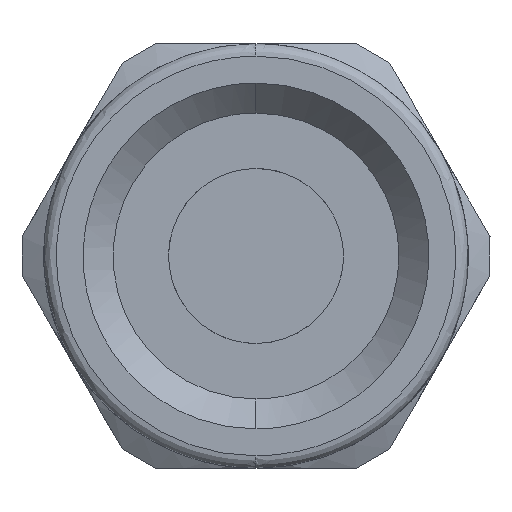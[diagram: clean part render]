
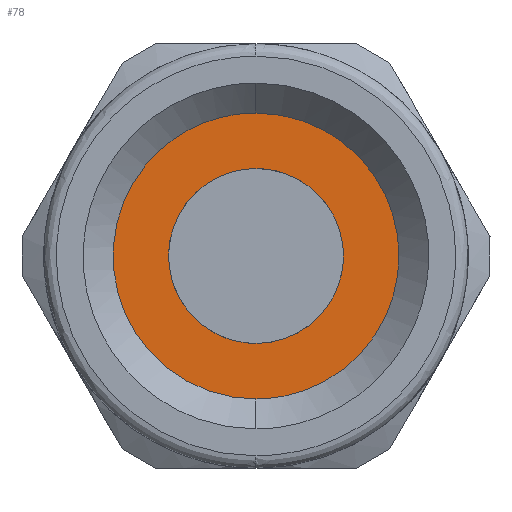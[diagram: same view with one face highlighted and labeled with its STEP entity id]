
A CAD part, front view. The second image highlights one B-rep face of the part: STEP entity #78.
In plain terms, the highlighted free-form (B-spline) face has degree [1, 1] with [2, 2] control points.
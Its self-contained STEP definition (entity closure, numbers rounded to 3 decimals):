
#78 = ADVANCED_FACE ( 'NONE', ( #2820, #1818 ), #1368, .F. ) ;
#124 = ORIENTED_EDGE ( 'NONE', *, *, #2943, .F. ) ;
#246 = CARTESIAN_POINT ( 'NONE',  ( 5.723, 11., -3.352 ) ) ;
#273 = CARTESIAN_POINT ( 'NONE',  ( 0., 11., -3.5 ) ) ;
#275 = EDGE_CURVE ( 'NONE', #1384, #2951, #837, .T. ) ;
#473 = CARTESIAN_POINT ( 'NONE',  ( 5.722, 11., 3.352 ) ) ;
#584 = CARTESIAN_POINT ( 'NONE',  ( 0., 11., -3.5 ) ) ;
#604 = CARTESIAN_POINT ( 'NONE',  ( 3.5, 11., -2.05 ) ) ;
#765 = EDGE_CURVE ( 'NONE', #2707, #1482, #2246, .T. ) ;
#830 = CARTESIAN_POINT ( 'NONE',  ( 2.05, 11., -3.5 ) ) ;
#837 =( BOUNDED_CURVE ( )  B_SPLINE_CURVE ( 3, ( #1394, #830, #604, #2684, #1137, #1109, #1404 ),
 .UNSPECIFIED., .F., .F. ) 
 B_SPLINE_CURVE_WITH_KNOTS ( ( 4, 3, 4 ),
 ( -3.142, -1.571, 0. ),
 .UNSPECIFIED. ) 
 CURVE ( )  GEOMETRIC_REPRESENTATION_ITEM ( )  RATIONAL_B_SPLINE_CURVE ( ( 1., 0.805, 0.805, 1., 0.805, 0.805, 1. ) ) 
 REPRESENTATION_ITEM ( '' )  );
#909 = CARTESIAN_POINT ( 'NONE',  ( -11.445, 11., 5.722 ) ) ;
#1109 = CARTESIAN_POINT ( 'NONE',  ( 2.05, 11., 3.5 ) ) ;
#1137 = CARTESIAN_POINT ( 'NONE',  ( 3.5, 11., 2.05 ) ) ;
#1197 = CARTESIAN_POINT ( 'NONE',  ( 0., 11., 5.722 ) ) ;
#1203 = CARTESIAN_POINT ( 'NONE',  ( -5.791, 11., -5.791 ) ) ;
#1246 = EDGE_LOOP ( 'NONE', ( #3008, #1486 ) ) ;
#1342 = EDGE_LOOP ( 'NONE', ( #124, #3232 ) ) ;
#1349 = CARTESIAN_POINT ( 'NONE',  ( 0., 11., 3.5 ) ) ;
#1368 = B_SPLINE_SURFACE_WITH_KNOTS ( 'NONE', 1, 1, ( 
 ( #1203, #2777 ),
 ( #3312, #3338 ) ),
 .UNSPECIFIED., .F., .F., .F.,
 ( 2, 2 ),
 ( 2, 2 ),
 ( 0., 1. ),
 ( 0., 1. ),
 .UNSPECIFIED. ) ;
#1384 = VERTEX_POINT ( 'NONE', #273 ) ;
#1394 = CARTESIAN_POINT ( 'NONE',  ( 0., 11., -3.5 ) ) ;
#1404 = CARTESIAN_POINT ( 'NONE',  ( 0., 11., 3.5 ) ) ;
#1482 = VERTEX_POINT ( 'NONE', #2463 ) ;
#1486 = ORIENTED_EDGE ( 'NONE', *, *, #2323, .F. ) ;
#1553 = CARTESIAN_POINT ( 'NONE',  ( 5.723, 11., 0. ) ) ;
#1818 = FACE_OUTER_BOUND ( 'NONE', #1246, .T. ) ;
#1865 = CARTESIAN_POINT ( 'NONE',  ( 0., 11., 3.5 ) ) ;
#1879 = CARTESIAN_POINT ( 'NONE',  ( -7., 11., -3.5 ) ) ;
#1957 = CARTESIAN_POINT ( 'NONE',  ( -11.445, 11., -5.722 ) ) ;
#2139 = CARTESIAN_POINT ( 'NONE',  ( -7., 11., 3.5 ) ) ;
#2246 =( BOUNDED_CURVE ( )  B_SPLINE_CURVE ( 3, ( #2496, #1957, #909, #1197 ),
 .UNSPECIFIED., .F., .T. ) 
 B_SPLINE_CURVE_WITH_KNOTS ( ( 4, 4 ),
 ( -3.142, 0. ),
 .UNSPECIFIED. ) 
 CURVE ( )  GEOMETRIC_REPRESENTATION_ITEM ( )  RATIONAL_B_SPLINE_CURVE ( ( 1., 0.333, 0.333, 1. ) ) 
 REPRESENTATION_ITEM ( '' )  );
#2323 = EDGE_CURVE ( 'NONE', #1482, #2707, #3145, .T. ) ;
#2463 = CARTESIAN_POINT ( 'NONE',  ( 0., 11., 5.722 ) ) ;
#2496 = CARTESIAN_POINT ( 'NONE',  ( 0., 11., -5.722 ) ) ;
#2622 = CARTESIAN_POINT ( 'NONE',  ( 0., 11., 5.722 ) ) ;
#2638 = CARTESIAN_POINT ( 'NONE',  ( 3.352, 11., -5.723 ) ) ;
#2684 = CARTESIAN_POINT ( 'NONE',  ( 3.5, 11., 0. ) ) ;
#2707 = VERTEX_POINT ( 'NONE', #2977 ) ;
#2763 =( BOUNDED_CURVE ( )  B_SPLINE_CURVE ( 3, ( #1349, #2139, #1879, #584 ),
 .UNSPECIFIED., .F., .T. ) 
 B_SPLINE_CURVE_WITH_KNOTS ( ( 4, 4 ),
 ( -3.142, 0. ),
 .UNSPECIFIED. ) 
 CURVE ( )  GEOMETRIC_REPRESENTATION_ITEM ( )  RATIONAL_B_SPLINE_CURVE ( ( 1., 0.333, 0.333, 1. ) ) 
 REPRESENTATION_ITEM ( '' )  );
#2777 = CARTESIAN_POINT ( 'NONE',  ( 5.791, 11., -5.791 ) ) ;
#2820 = FACE_BOUND ( 'NONE', #1342, .T. ) ;
#2859 = CARTESIAN_POINT ( 'NONE',  ( 3.352, 11., 5.723 ) ) ;
#2943 = EDGE_CURVE ( 'NONE', #2951, #1384, #2763, .T. ) ;
#2951 = VERTEX_POINT ( 'NONE', #1865 ) ;
#2977 = CARTESIAN_POINT ( 'NONE',  ( 0., 11., -5.722 ) ) ;
#3008 = ORIENTED_EDGE ( 'NONE', *, *, #765, .F. ) ;
#3145 =( BOUNDED_CURVE ( )  B_SPLINE_CURVE ( 3, ( #2622, #2859, #473, #1553, #246, #2638, #3372 ),
 .UNSPECIFIED., .F., .F. ) 
 B_SPLINE_CURVE_WITH_KNOTS ( ( 4, 3, 4 ),
 ( -3.142, -1.571, 0. ),
 .UNSPECIFIED. ) 
 CURVE ( )  GEOMETRIC_REPRESENTATION_ITEM ( )  RATIONAL_B_SPLINE_CURVE ( ( 1., 0.805, 0.805, 1., 0.805, 0.805, 1. ) ) 
 REPRESENTATION_ITEM ( '' )  );
#3232 = ORIENTED_EDGE ( 'NONE', *, *, #275, .F. ) ;
#3312 = CARTESIAN_POINT ( 'NONE',  ( -5.791, 11., 5.791 ) ) ;
#3338 = CARTESIAN_POINT ( 'NONE',  ( 5.791, 11., 5.791 ) ) ;
#3372 = CARTESIAN_POINT ( 'NONE',  ( 0., 11., -5.722 ) ) ;
